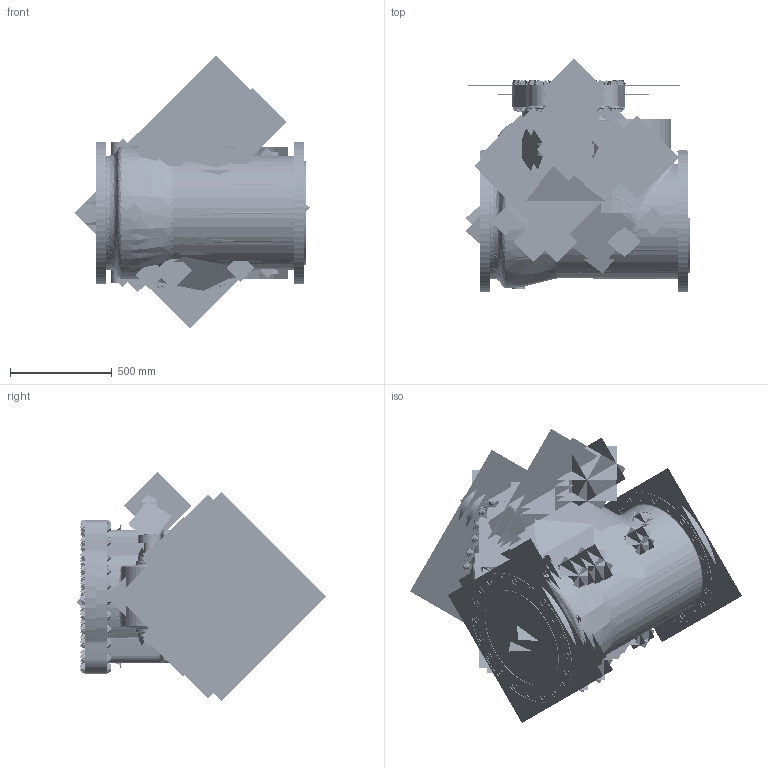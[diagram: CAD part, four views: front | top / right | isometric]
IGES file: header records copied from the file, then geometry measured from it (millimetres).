
Start section:  PTC IGES file: swing_check_valve_80009-flxfl-c_asm.igs
Global section: file name: swing_check_valve_80009-flxfl-c_asm.igs; native system: Creo Parametric by Parametric Technology Corporation; preprocessor: 2013050; author: HAPPY; organization: Unknown; date: 20161221.164843; units: inch
Bounding box: 1156.42 x 1316.13 x 1340.14 mm (x, y, z)
Volume: 134540430.6 mm3; surface area: 55302636.5 mm2
Topology: 82 solids, 82 shells, 5042 faces, 25136 edges, 31861 vertices
Faces by surface type: revolution 3306, bspline 1736
